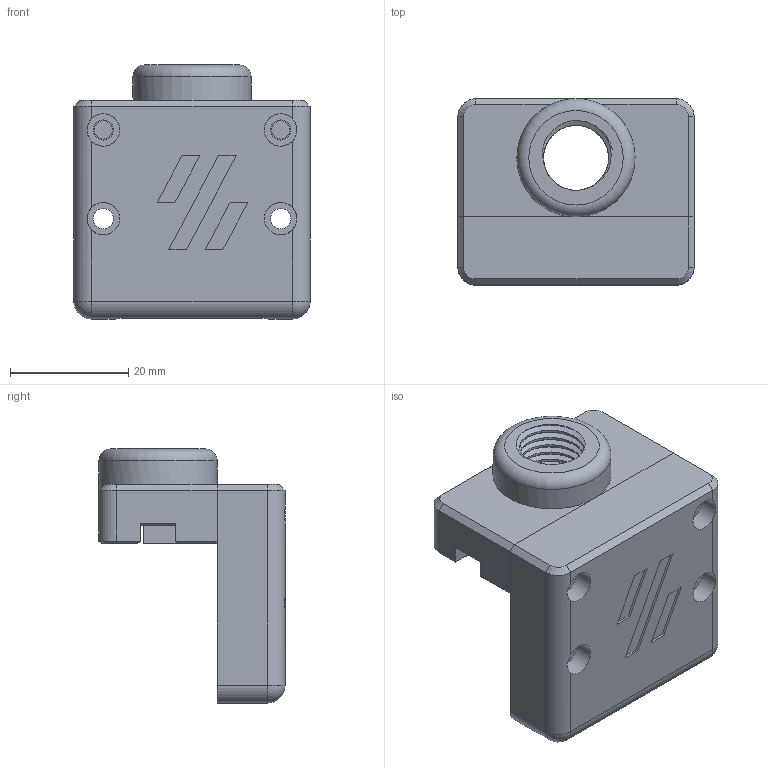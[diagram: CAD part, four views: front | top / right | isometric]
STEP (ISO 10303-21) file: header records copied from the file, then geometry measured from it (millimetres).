
FILE_DESCRIPTION(/* description */ (''),/* implementation_level */ '2;1');
FILE_NAME(/* name */ '',/* time_stamp */ '2025-08-07T10:58:45+03:00',/* author */ (''),/* organization */ (''),/* preprocessor_version */ 'ST-DEVELOPER v20.1',/* originating_system */ 'Autodesk Translation Framework v14.10.0.0',/* authorisation */ '');
FILE_SCHEMA (('AUTOMOTIVE_DESIGN { 1 0 10303 214 3 1 1 }'));
Length unit declared in the file: millimetre
Products named in the file (3): 辫子支架; Copy of 辫子支架A^辫子支架; Copy of 辫子支架B^辫子支架
Assembly tree (2 placements, depth 2):
  辫子支架
    Copy of 辫子支架A^辫子支架
    Copy of 辫子支架B^辫子支架
Bounding box: 40 x 31.5 x 43 mm (x, y, z)
Volume: 16450.8 mm3; surface area: 10735.5 mm2
Topology: 4 solids, 4 shells, 162 faces, 405 edges, 255 vertices
Faces by surface type: plane 106, cylinder 36, cone 12, bspline 5, sphere 2, torus 1
Full cylindrical faces by diameter (mm): 3.1 x2, 3.4 x4, 4.7 x2, 5.5 x4, 11 x5, 20 x1
Entity records: 6209 total; most frequent: CARTESIAN_POINT 2291, ORIENTED_EDGE 806, DIRECTION 770, EDGE_CURVE 403, LINE 276, VECTOR 276, VERTEX_POINT 255, AXIS2_PLACEMENT_3D 247
